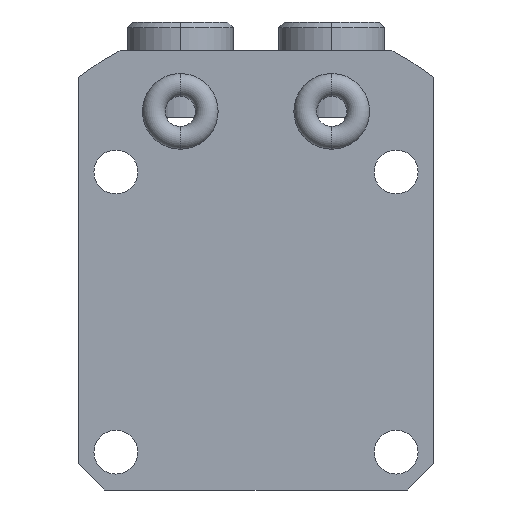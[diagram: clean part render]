
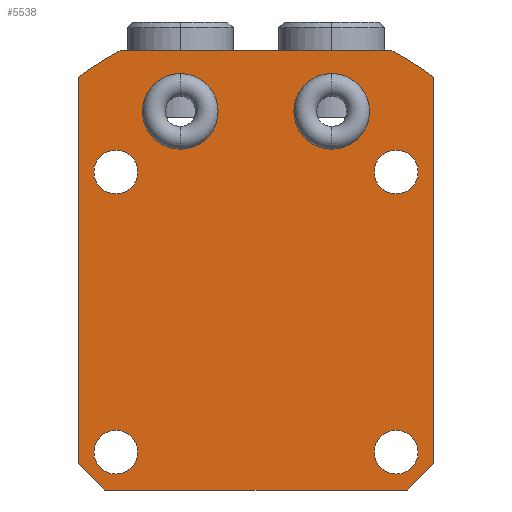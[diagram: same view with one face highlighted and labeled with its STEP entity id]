
A CAD part, front view. The second image highlights one B-rep face of the part: STEP entity #5538.
In plain terms, the highlighted planar face has unit normal (0, -1, 0).
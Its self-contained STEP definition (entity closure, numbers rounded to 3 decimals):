
#1378=CARTESIAN_POINT('',(0.,-26.,0.));
#1379=DIRECTION('',(0.,-1.,0.));
#1380=DIRECTION('',(0.604,0.,0.797));
#1381=AXIS2_PLACEMENT_3D('',#1378,#1379,#1380);
#1409=CARTESIAN_POINT('',(0.,-26.,0.));
#1410=DIRECTION('',(0.,-1.,0.));
#1411=DIRECTION('',(-0.462,0.,0.887));
#1412=AXIS2_PLACEMENT_3D('',#1409,#1410,#1411);
#2304=DIRECTION('',(0.707,0.,0.707));
#2305=VECTOR('',#2304,4.95);
#2306=CARTESIAN_POINT('',(20.,-26.,-23.5));
#2307=LINE('',#2306,#2305);
#2311=DIRECTION('',(1.,0.,0.));
#2312=VECTOR('',#2311,40.);
#2313=CARTESIAN_POINT('',(-20.,-26.,-23.5));
#2314=LINE('',#2313,#2312);
#2318=DIRECTION('',(0.707,0.,-0.707));
#2319=VECTOR('',#2318,4.95);
#2320=CARTESIAN_POINT('',(-23.5,-26.,-20.));
#2321=LINE('',#2320,#2319);
#2325=DIRECTION('',(0.,0.,-1.));
#2326=VECTOR('',#2325,50.993);
#2327=CARTESIAN_POINT('',(-23.5,-26.,30.993));
#2328=LINE('',#2327,#2326);
#2332=DIRECTION('',(-1.,0.,0.));
#2333=VECTOR('',#2332,35.921);
#2334=CARTESIAN_POINT('',(17.96,-26.,34.5));
#2335=LINE('',#2334,#2333);
#2339=DIRECTION('',(0.,0.,1.));
#2340=VECTOR('',#2339,50.993);
#2341=CARTESIAN_POINT('',(23.5,-26.,-20.));
#2342=LINE('',#2341,#2340);
#2346=CARTESIAN_POINT('',(18.5,-26.,-18.5));
#2347=DIRECTION('',(0.,1.,0.));
#2348=DIRECTION('',(1.,0.,0.));
#2349=AXIS2_PLACEMENT_3D('',#2346,#2347,#2348);
#2354=CARTESIAN_POINT('',(18.5,-26.,-18.5));
#2355=DIRECTION('',(0.,1.,0.));
#2356=DIRECTION('',(-1.,0.,0.));
#2357=AXIS2_PLACEMENT_3D('',#2354,#2355,#2356);
#2362=CARTESIAN_POINT('',(-18.5,-26.,-18.5));
#2363=DIRECTION('',(0.,1.,0.));
#2364=DIRECTION('',(1.,0.,0.));
#2365=AXIS2_PLACEMENT_3D('',#2362,#2363,#2364);
#2370=CARTESIAN_POINT('',(-18.5,-26.,-18.5));
#2371=DIRECTION('',(0.,1.,0.));
#2372=DIRECTION('',(-1.,0.,0.));
#2373=AXIS2_PLACEMENT_3D('',#2370,#2371,#2372);
#2378=CARTESIAN_POINT('',(-18.5,-26.,18.5));
#2379=DIRECTION('',(0.,1.,0.));
#2380=DIRECTION('',(1.,0.,0.));
#2381=AXIS2_PLACEMENT_3D('',#2378,#2379,#2380);
#2386=CARTESIAN_POINT('',(-18.5,-26.,18.5));
#2387=DIRECTION('',(0.,1.,0.));
#2388=DIRECTION('',(-1.,0.,0.));
#2389=AXIS2_PLACEMENT_3D('',#2386,#2387,#2388);
#2394=CARTESIAN_POINT('',(18.5,-26.,18.5));
#2395=DIRECTION('',(0.,1.,0.));
#2396=DIRECTION('',(1.,0.,0.));
#2397=AXIS2_PLACEMENT_3D('',#2394,#2395,#2396);
#2402=CARTESIAN_POINT('',(18.5,-26.,18.5));
#2403=DIRECTION('',(0.,1.,0.));
#2404=DIRECTION('',(-1.,0.,0.));
#2405=AXIS2_PLACEMENT_3D('',#2402,#2403,#2404);
#2410=CARTESIAN_POINT('',(10.,-26.,26.5));
#2411=DIRECTION('',(0.,-1.,0.));
#2412=DIRECTION('',(-1.,0.,0.));
#2413=AXIS2_PLACEMENT_3D('',#2410,#2411,#2412);
#2418=CARTESIAN_POINT('',(10.,-26.,26.5));
#2419=DIRECTION('',(0.,-1.,0.));
#2420=DIRECTION('',(1.,0.,0.));
#2421=AXIS2_PLACEMENT_3D('',#2418,#2419,#2420);
#2426=CARTESIAN_POINT('',(-10.,-26.,26.5));
#2427=DIRECTION('',(0.,1.,0.));
#2428=DIRECTION('',(1.,0.,0.));
#2429=AXIS2_PLACEMENT_3D('',#2426,#2427,#2428);
#2434=CARTESIAN_POINT('',(-10.,-26.,26.5));
#2435=DIRECTION('',(0.,1.,0.));
#2436=DIRECTION('',(-1.,0.,0.));
#2437=AXIS2_PLACEMENT_3D('',#2434,#2435,#2436);
#3282=CARTESIAN_POINT('',(23.5,-26.,30.993));
#3284=VERTEX_POINT('',#3282);
#3286=CARTESIAN_POINT('',(-23.5,-26.,30.993));
#3288=VERTEX_POINT('',#3286);
#3289=CARTESIAN_POINT('',(20.,-26.,-23.5));
#3291=VERTEX_POINT('',#3289);
#3295=CARTESIAN_POINT('',(23.5,-26.,-20.));
#3296=VERTEX_POINT('',#3295);
#3297=CARTESIAN_POINT('',(-23.5,-26.,-20.));
#3299=VERTEX_POINT('',#3297);
#3303=CARTESIAN_POINT('',(-20.,-26.,-23.5));
#3304=VERTEX_POINT('',#3303);
#3321=CARTESIAN_POINT('',(21.4,-26.,-18.5));
#3322=VERTEX_POINT('',#3321);
#3323=CARTESIAN_POINT('',(15.6,-26.,-18.5));
#3324=VERTEX_POINT('',#3323);
#3325=CARTESIAN_POINT('',(-15.6,-26.,-18.5));
#3326=VERTEX_POINT('',#3325);
#3327=CARTESIAN_POINT('',(-21.4,-26.,-18.5));
#3328=VERTEX_POINT('',#3327);
#3329=CARTESIAN_POINT('',(-15.6,-26.,18.5));
#3330=VERTEX_POINT('',#3329);
#3331=CARTESIAN_POINT('',(-21.4,-26.,18.5));
#3332=VERTEX_POINT('',#3331);
#3333=CARTESIAN_POINT('',(21.4,-26.,18.5));
#3334=VERTEX_POINT('',#3333);
#3335=CARTESIAN_POINT('',(15.6,-26.,18.5));
#3336=VERTEX_POINT('',#3335);
#3354=CARTESIAN_POINT('',(17.96,-26.,34.5));
#3355=VERTEX_POINT('',#3354);
#3364=CARTESIAN_POINT('',(-17.96,-26.,34.5));
#3365=VERTEX_POINT('',#3364);
#3396=CARTESIAN_POINT('',(5.,-26.,26.5));
#3397=CARTESIAN_POINT('',(15.,-26.,26.5));
#3398=VERTEX_POINT('',#3396);
#3399=VERTEX_POINT('',#3397);
#3432=CARTESIAN_POINT('',(-5.,-26.,26.5));
#3433=VERTEX_POINT('',#3432);
#3434=CARTESIAN_POINT('',(-15.,-26.,26.5));
#3435=VERTEX_POINT('',#3434);
#5486=CARTESIAN_POINT('',(0.,-26.,0.));
#5487=DIRECTION('',(0.,-1.,0.));
#5488=DIRECTION('',(-1.,0.,0.));
#5489=AXIS2_PLACEMENT_3D('',#5486,#5487,#5488);
#5490=PLANE('',#5489);
#5491=ORIENTED_EDGE('',*,*,#4660,.F.);
#5492=ORIENTED_EDGE('',*,*,#4677,.F.);
#5493=ORIENTED_EDGE('',*,*,#4689,.F.);
#5494=ORIENTED_EDGE('',*,*,#4705,.F.);
#5495=ORIENTED_EDGE('',*,*,#4740,.F.);
#5496=ORIENTED_EDGE('',*,*,#4784,.F.);
#5497=ORIENTED_EDGE('',*,*,#4724,.F.);
#5499=ORIENTED_EDGE('',*,*,#5498,.F.);
#5500=EDGE_LOOP('',(#5491,#5492,#5493,#5494,#5495,#5496,#5497,#5499));
#5501=FACE_OUTER_BOUND('',#5500,.F.);
#5503=ORIENTED_EDGE('',*,*,#5502,.F.);
#5505=ORIENTED_EDGE('',*,*,#5504,.F.);
#5506=EDGE_LOOP('',(#5503,#5505));
#5507=FACE_BOUND('',#5506,.F.);
#5509=ORIENTED_EDGE('',*,*,#5508,.F.);
#5511=ORIENTED_EDGE('',*,*,#5510,.F.);
#5512=EDGE_LOOP('',(#5509,#5511));
#5513=FACE_BOUND('',#5512,.F.);
#5515=ORIENTED_EDGE('',*,*,#5514,.F.);
#5517=ORIENTED_EDGE('',*,*,#5516,.F.);
#5518=EDGE_LOOP('',(#5515,#5517));
#5519=FACE_BOUND('',#5518,.F.);
#5521=ORIENTED_EDGE('',*,*,#5520,.F.);
#5523=ORIENTED_EDGE('',*,*,#5522,.F.);
#5524=EDGE_LOOP('',(#5521,#5523));
#5525=FACE_BOUND('',#5524,.F.);
#5527=ORIENTED_EDGE('',*,*,#5526,.T.);
#5529=ORIENTED_EDGE('',*,*,#5528,.T.);
#5530=EDGE_LOOP('',(#5527,#5529));
#5531=FACE_BOUND('',#5530,.F.);
#5533=ORIENTED_EDGE('',*,*,#5532,.F.);
#5535=ORIENTED_EDGE('',*,*,#5534,.F.);
#5536=EDGE_LOOP('',(#5533,#5535));
#5537=FACE_BOUND('',#5536,.F.);
#1382=CIRCLE('',#1381,38.895);
#1413=CIRCLE('',#1412,38.895);
#2350=CIRCLE('',#2349,2.9);
#2358=CIRCLE('',#2357,2.9);
#2366=CIRCLE('',#2365,2.9);
#2374=CIRCLE('',#2373,2.9);
#2382=CIRCLE('',#2381,2.9);
#2390=CIRCLE('',#2389,2.9);
#2398=CIRCLE('',#2397,2.9);
#2406=CIRCLE('',#2405,2.9);
#2414=CIRCLE('',#2413,5.);
#2422=CIRCLE('',#2421,5.);
#2430=CIRCLE('',#2429,5.);
#2438=CIRCLE('',#2437,5.);
#4660=EDGE_CURVE('',#3291,#3296,#2307,.T.);
#4677=EDGE_CURVE('',#3304,#3291,#2314,.T.);
#4689=EDGE_CURVE('',#3299,#3304,#2321,.T.);
#4705=EDGE_CURVE('',#3288,#3299,#2328,.T.);
#4724=EDGE_CURVE('',#3284,#3355,#1382,.T.);
#4740=EDGE_CURVE('',#3365,#3288,#1413,.T.);
#4784=EDGE_CURVE('',#3355,#3365,#2335,.T.);
#5498=EDGE_CURVE('',#3296,#3284,#2342,.T.);
#5502=EDGE_CURVE('',#3322,#3324,#2350,.T.);
#5504=EDGE_CURVE('',#3324,#3322,#2358,.T.);
#5508=EDGE_CURVE('',#3326,#3328,#2366,.T.);
#5510=EDGE_CURVE('',#3328,#3326,#2374,.T.);
#5514=EDGE_CURVE('',#3330,#3332,#2382,.T.);
#5516=EDGE_CURVE('',#3332,#3330,#2390,.T.);
#5520=EDGE_CURVE('',#3334,#3336,#2398,.T.);
#5522=EDGE_CURVE('',#3336,#3334,#2406,.T.);
#5526=EDGE_CURVE('',#3398,#3399,#2414,.T.);
#5528=EDGE_CURVE('',#3399,#3398,#2422,.T.);
#5532=EDGE_CURVE('',#3433,#3435,#2430,.T.);
#5534=EDGE_CURVE('',#3435,#3433,#2438,.T.);
#5538=ADVANCED_FACE('',(#5501,#5507,#5513,#5519,#5525,#5531,#5537),#5490,.T.);
